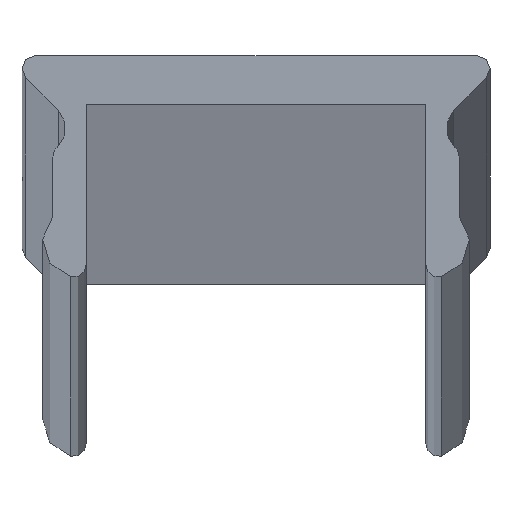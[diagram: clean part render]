
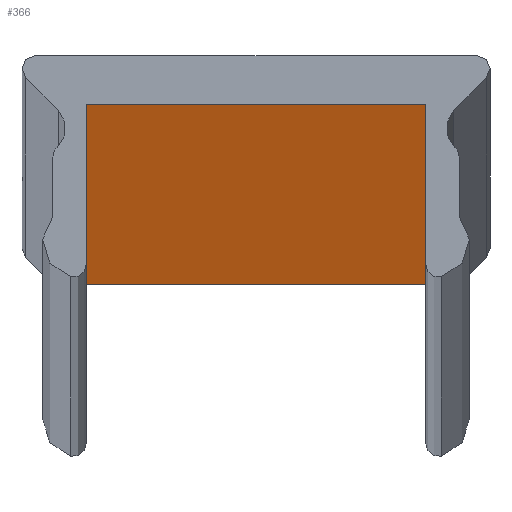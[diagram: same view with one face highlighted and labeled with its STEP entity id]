
A CAD part, top view. The second image highlights one B-rep face of the part: STEP entity #366.
In plain terms, the highlighted planar face has unit normal (0, -1, 0).
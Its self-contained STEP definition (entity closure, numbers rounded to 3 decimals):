
#16=PLANE('',#414);
#30=FACE_OUTER_BOUND('',#50,.T.);
#50=EDGE_LOOP('',(#263,#264,#265,#266));
#73=LINE('',#595,#107);
#75=LINE('',#599,#109);
#76=LINE('',#601,#110);
#77=LINE('',#602,#111);
#107=VECTOR('',#477,1000.);
#109=VECTOR('',#481,1000.);
#110=VECTOR('',#482,1000.);
#111=VECTOR('',#483,1000.);
#167=VERTEX_POINT('',#592);
#168=VERTEX_POINT('',#594);
#169=VERTEX_POINT('',#598);
#170=VERTEX_POINT('',#600);
#205=EDGE_CURVE('',#168,#167,#73,.T.);
#207=EDGE_CURVE('',#167,#169,#75,.T.);
#208=EDGE_CURVE('',#170,#169,#76,.T.);
#209=EDGE_CURVE('',#168,#170,#77,.T.);
#263=ORIENTED_EDGE('',*,*,#207,.T.);
#264=ORIENTED_EDGE('',*,*,#208,.F.);
#265=ORIENTED_EDGE('',*,*,#209,.F.);
#266=ORIENTED_EDGE('',*,*,#205,.T.);
#366=ADVANCED_FACE('',(#30),#16,.F.);
#414=AXIS2_PLACEMENT_3D('',#597,#479,#480);
#477=DIRECTION('',(0.,0.,-1.));
#479=DIRECTION('center_axis',(0.,1.,0.));
#480=DIRECTION('ref_axis',(0.,0.,1.));
#481=DIRECTION('',(1.,0.,0.));
#482=DIRECTION('',(0.,0.,-1.));
#483=DIRECTION('',(1.,0.,0.));
#592=CARTESIAN_POINT('',(-3.3,-0.95,0.));
#594=CARTESIAN_POINT('',(-3.3,-0.95,2000.));
#595=CARTESIAN_POINT('',(-3.3,-0.95,2000.));
#597=CARTESIAN_POINT('Origin',(-3.3,-0.95,2000.));
#598=CARTESIAN_POINT('',(3.3,-0.95,0.));
#599=CARTESIAN_POINT('',(-3.3,-0.95,0.));
#600=CARTESIAN_POINT('',(3.3,-0.95,2000.));
#601=CARTESIAN_POINT('',(3.3,-0.95,2000.));
#602=CARTESIAN_POINT('',(-3.3,-0.95,2000.));
